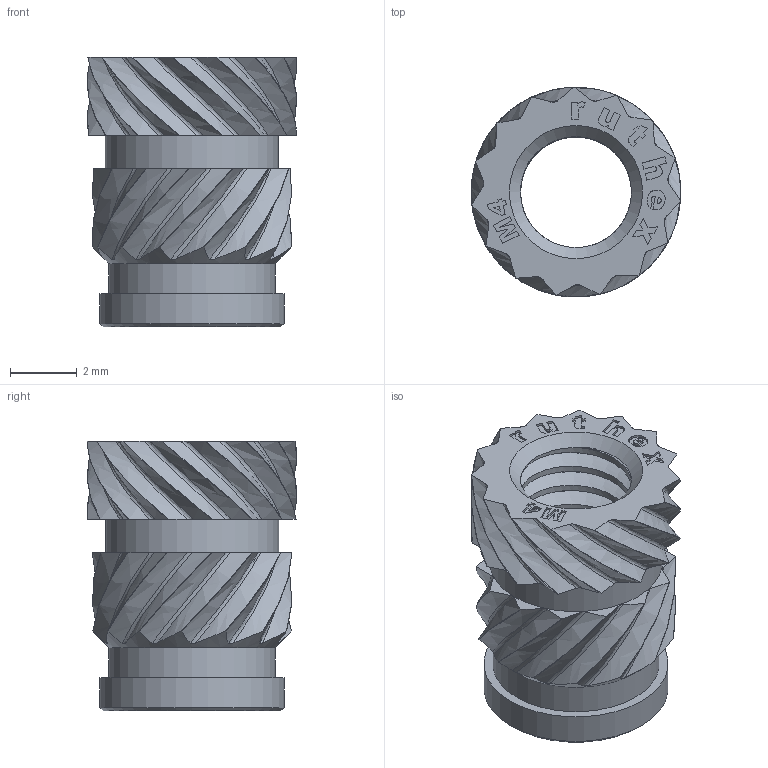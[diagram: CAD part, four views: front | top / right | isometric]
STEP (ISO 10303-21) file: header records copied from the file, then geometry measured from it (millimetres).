
FILE_DESCRIPTION(/* description */ (''),/* implementation_level */ '2;1');
FILE_NAME(/* name */ 'RX-M4x8.1 v2.step',/* time_stamp */ '2020-10-29T20:21:46+01:00',/* author */ (''),/* organization */ (''),/* preprocessor_version */ 'ST-DEVELOPER v18.1',/* originating_system */ 'Autodesk Translation Framework v9.3.0.1241',/* authorisation */ '');
FILE_SCHEMA (('AUTOMOTIVE_DESIGN { 1 0 10303 214 3 1 1 }'));
Length unit declared in the file: millimetre
Products named in the file (2): RX-M4x8.1; RX-M4x8.1_1
Assembly tree (1 placements, depth 2):
  RX-M4x8.1
    RX-M4x8.1_1
Bounding box: 6.3 x 6.3 x 8.1 mm (x, y, z)
Volume: 110 mm3; surface area: 369.5 mm2
Topology: 1 solids, 1 shells, 288 faces, 905 edges, 632 vertices
Faces by surface type: bspline 136, plane 93, cylinder 56, cone 3
Full cylindrical faces by diameter (mm): 3.332 x5, 4.109 x2, 5 x1, 5.2 x1, 5.54 x1
Entity records: 14990 total; most frequent: CARTESIAN_POINT 8207, ORIENTED_EDGE 1810, EDGE_CURVE 905, DIRECTION 760, VERTEX_POINT 632, B_SPLINE_CURVE_WITH_KNOTS 527, LINE 306, VECTOR 306
